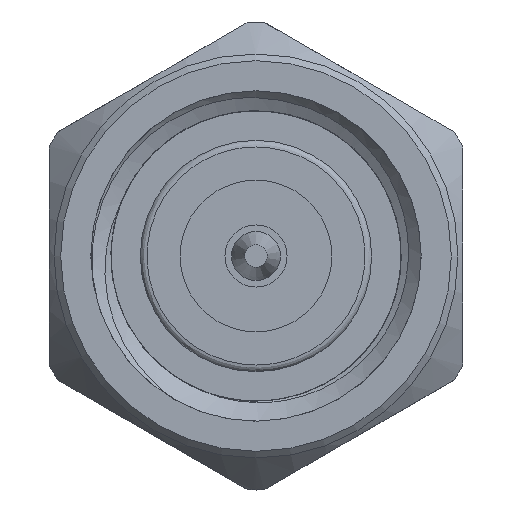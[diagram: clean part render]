
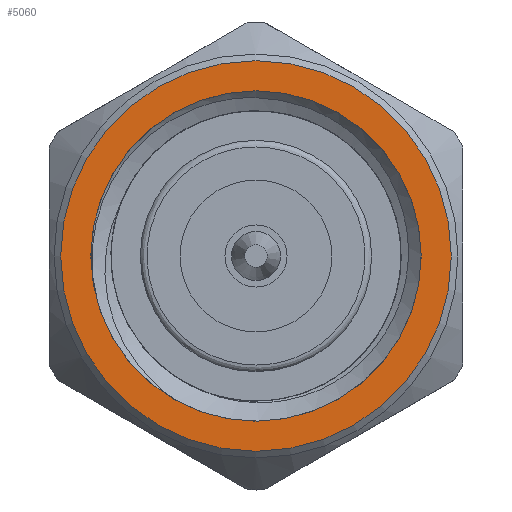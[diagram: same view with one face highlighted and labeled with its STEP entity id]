
A CAD part, left-side view. The second image highlights one B-rep face of the part: STEP entity #5060.
In plain terms, the highlighted planar face has unit normal (-1, 0, 0).
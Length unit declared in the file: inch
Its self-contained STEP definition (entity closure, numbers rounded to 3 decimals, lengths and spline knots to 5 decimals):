
#40 = AXIS2_PLACEMENT_3D ( 'NONE', #2862, #2097, #375 ) ;
#80 = DIRECTION ( 'NONE',  ( 0., 0., 1. ) ) ;
#94 = ORIENTED_EDGE ( 'NONE', *, *, #652, .T. ) ;
#232 = VERTEX_POINT ( 'NONE', #637 ) ;
#367 = ORIENTED_EDGE ( 'NONE', *, *, #1032, .F. ) ;
#375 = DIRECTION ( 'NONE',  ( 0., 0., -1. ) ) ;
#637 = CARTESIAN_POINT ( 'NONE',  ( 0., 0., 0.125 ) ) ;
#652 = EDGE_CURVE ( 'NONE', #232, #232, #3613, .T. ) ;
#689 = VERTEX_POINT ( 'NONE', #4344 ) ;
#1032 = EDGE_CURVE ( 'NONE', #689, #689, #4746, .T. ) ;
#1231 = PLANE ( 'NONE',  #40 ) ;
#1310 = DIRECTION ( 'NONE',  ( 1., 0., 0. ) ) ;
#1574 = CARTESIAN_POINT ( 'NONE',  ( 0., 0., 0. ) ) ;
#1718 = CARTESIAN_POINT ( 'NONE',  ( 0., 0., 0. ) ) ;
#1719 = FACE_BOUND ( 'NONE', #2414, .T. ) ;
#2097 = DIRECTION ( 'NONE',  ( 1., 0., 0. ) ) ;
#2131 = EDGE_LOOP ( 'NONE', ( #367 ) ) ;
#2414 = EDGE_LOOP ( 'NONE', ( #94 ) ) ;
#2862 = CARTESIAN_POINT ( 'NONE',  ( 0., 0., 0. ) ) ;
#3015 = AXIS2_PLACEMENT_3D ( 'NONE', #1718, #1310, #80 ) ;
#3017 = AXIS2_PLACEMENT_3D ( 'NONE', #1574, #4156, #3264 ) ;
#3264 = DIRECTION ( 'NONE',  ( 0., 0., -1. ) ) ;
#3613 = CIRCLE ( 'NONE', #3015, 0.125 ) ;
#4156 = DIRECTION ( 'NONE',  ( 1., 0., 0. ) ) ;
#4344 = CARTESIAN_POINT ( 'NONE',  ( 0., 0., -0.14779 ) ) ;
#4746 = CIRCLE ( 'NONE', #3017, 0.14779 ) ;
#4929 = FACE_OUTER_BOUND ( 'NONE', #2131, .T. ) ;
#5060 = ADVANCED_FACE ( 'NONE', ( #4929, #1719 ), #1231, .F. ) ;
